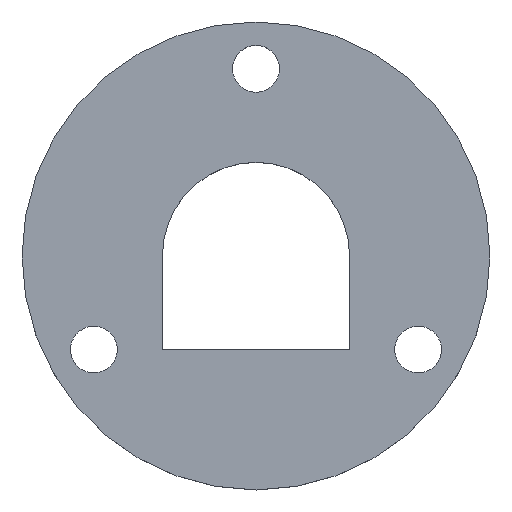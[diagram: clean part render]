
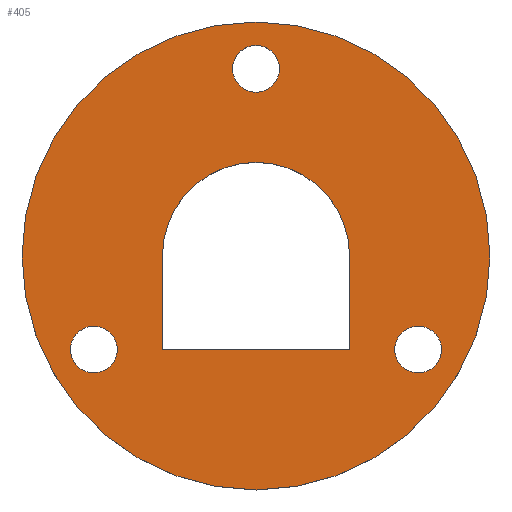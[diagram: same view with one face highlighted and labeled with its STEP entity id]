
A CAD part, top view. The second image highlights one B-rep face of the part: STEP entity #405.
In plain terms, the highlighted planar face has unit normal (0, 0, 1).
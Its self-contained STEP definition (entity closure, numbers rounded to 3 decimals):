
#43=CARTESIAN_POINT('',(14.821,-10.,5.));
#44=VERTEX_POINT('',#43);
#51=CARTESIAN_POINT('',(19.821,-10.,5.));
#52=VERTEX_POINT('',#51);
#53=CARTESIAN_POINT('',(17.321,-10.,5.));
#54=DIRECTION('',(1.,0.,0.));
#55=DIRECTION('',(0.,0.,1.));
#56=AXIS2_PLACEMENT_3D('',#53,#55,#54);
#57=CIRCLE('',#56,2.5);
#58=EDGE_CURVE('',#52,#44,#57,.T.);
#60=CARTESIAN_POINT('',(17.321,-10.,5.));
#61=DIRECTION('',(-1.,0.,0.));
#62=DIRECTION('',(-0.,0.,1.));
#63=AXIS2_PLACEMENT_3D('',#60,#62,#61);
#64=CIRCLE('',#63,2.5);
#65=EDGE_CURVE('',#44,#52,#64,.T.);
#94=CARTESIAN_POINT('',(-19.821,-10.,5.));
#95=VERTEX_POINT('',#94);
#102=CARTESIAN_POINT('',(-14.821,-10.,5.));
#103=VERTEX_POINT('',#102);
#104=CARTESIAN_POINT('',(-17.321,-10.,5.));
#105=DIRECTION('',(1.,0.,0.));
#106=DIRECTION('',(0.,0.,1.));
#107=AXIS2_PLACEMENT_3D('',#104,#106,#105);
#108=CIRCLE('',#107,2.5);
#109=EDGE_CURVE('',#103,#95,#108,.T.);
#111=CARTESIAN_POINT('',(-17.321,-10.,5.));
#112=DIRECTION('',(-1.,0.,0.));
#113=DIRECTION('',(-0.,0.,1.));
#114=AXIS2_PLACEMENT_3D('',#111,#113,#112);
#115=CIRCLE('',#114,2.5);
#116=EDGE_CURVE('',#95,#103,#115,.T.);
#145=CARTESIAN_POINT('',(-2.5,20.,5.));
#146=VERTEX_POINT('',#145);
#153=CARTESIAN_POINT('',(2.5,20.,5.));
#154=VERTEX_POINT('',#153);
#155=CARTESIAN_POINT('',(0.,20.,5.));
#156=DIRECTION('',(1.,0.,0.));
#157=DIRECTION('',(0.,0.,1.));
#158=AXIS2_PLACEMENT_3D('',#155,#157,#156);
#159=CIRCLE('',#158,2.5);
#160=EDGE_CURVE('',#154,#146,#159,.T.);
#162=CARTESIAN_POINT('',(0.,20.,5.));
#163=DIRECTION('',(-1.,0.,0.));
#164=DIRECTION('',(-0.,0.,1.));
#165=AXIS2_PLACEMENT_3D('',#162,#164,#163);
#166=CIRCLE('',#165,2.5);
#167=EDGE_CURVE('',#146,#154,#166,.T.);
#189=CARTESIAN_POINT('',(-10.,0.,5.));
#190=VERTEX_POINT('',#189);
#197=CARTESIAN_POINT('',(10.,0.,5.));
#198=VERTEX_POINT('',#197);
#199=CARTESIAN_POINT('',(0.,0.,5.));
#200=DIRECTION('',(1.,0.,0.));
#201=DIRECTION('',(0.,0.,1.));
#202=AXIS2_PLACEMENT_3D('',#199,#201,#200);
#203=CIRCLE('',#202,10.);
#204=EDGE_CURVE('',#198,#190,#203,.T.);
#228=CARTESIAN_POINT('',(-10.,-10.,5.));
#229=VERTEX_POINT('',#228);
#236=CARTESIAN_POINT('',(-10.,0.,5.));
#237=DIRECTION('',(0.,-1.,0.));
#238=VECTOR('',#237,10.);
#239=LINE('',#236,#238);
#240=EDGE_CURVE('',#190,#229,#239,.T.);
#259=CARTESIAN_POINT('',(10.,-10.,5.));
#260=VERTEX_POINT('',#259);
#267=CARTESIAN_POINT('',(-10.,-10.,5.));
#268=DIRECTION('',(1.,0.,0.));
#269=VECTOR('',#268,20.);
#270=LINE('',#267,#269);
#271=EDGE_CURVE('',#229,#260,#270,.T.);
#289=CARTESIAN_POINT('',(10.,-10.,5.));
#290=DIRECTION('',(0.,1.,0.));
#291=VECTOR('',#290,10.);
#292=LINE('',#289,#291);
#293=EDGE_CURVE('',#260,#198,#292,.T.);
#304=CARTESIAN_POINT('',(25.,0.,5.));
#305=VERTEX_POINT('',#304);
#306=CARTESIAN_POINT('',(-25.,0.,5.));
#307=VERTEX_POINT('',#306);
#308=CARTESIAN_POINT('',(0.,0.,5.));
#309=DIRECTION('',(1.,0.,0.));
#310=DIRECTION('',(-0.,0.,-1.));
#311=AXIS2_PLACEMENT_3D('',#308,#310,#309);
#312=CIRCLE('',#311,25.);
#313=EDGE_CURVE('',#305,#307,#312,.T.);
#340=CARTESIAN_POINT('',(0.,0.,5.));
#341=DIRECTION('',(-1.,0.,0.));
#342=DIRECTION('',(0.,0.,-1.));
#343=AXIS2_PLACEMENT_3D('',#340,#342,#341);
#344=CIRCLE('',#343,25.);
#345=EDGE_CURVE('',#307,#305,#344,.T.);
#378=CARTESIAN_POINT('',(0.,0.,5.));
#379=DIRECTION('',(1.,0.,0.));
#380=DIRECTION('',(0.,0.,1.));
#381=AXIS2_PLACEMENT_3D('',#378,#380,#379);
#382=PLANE('',#381);
#383=ORIENTED_EDGE('',*,*,#345,.F.);
#384=ORIENTED_EDGE('',*,*,#313,.F.);
#385=EDGE_LOOP('',(#383,#384));
#386=FACE_OUTER_BOUND('',#385,.T.);
#387=ORIENTED_EDGE('',*,*,#65,.F.);
#388=ORIENTED_EDGE('',*,*,#58,.F.);
#389=EDGE_LOOP('',(#387,#388));
#390=FACE_BOUND('',#389,.T.);
#391=ORIENTED_EDGE('',*,*,#271,.F.);
#392=ORIENTED_EDGE('',*,*,#240,.F.);
#393=ORIENTED_EDGE('',*,*,#204,.F.);
#394=ORIENTED_EDGE('',*,*,#293,.F.);
#395=EDGE_LOOP('',(#391,#392,#393,#394));
#396=FACE_BOUND('',#395,.T.);
#397=ORIENTED_EDGE('',*,*,#167,.F.);
#398=ORIENTED_EDGE('',*,*,#160,.F.);
#399=EDGE_LOOP('',(#397,#398));
#400=FACE_BOUND('',#399,.T.);
#401=ORIENTED_EDGE('',*,*,#116,.F.);
#402=ORIENTED_EDGE('',*,*,#109,.F.);
#403=EDGE_LOOP('',(#401,#402));
#404=FACE_BOUND('',#403,.T.);
#405=ADVANCED_FACE('F10',(#386,#390,#396,#400,#404),#382,.T.);
